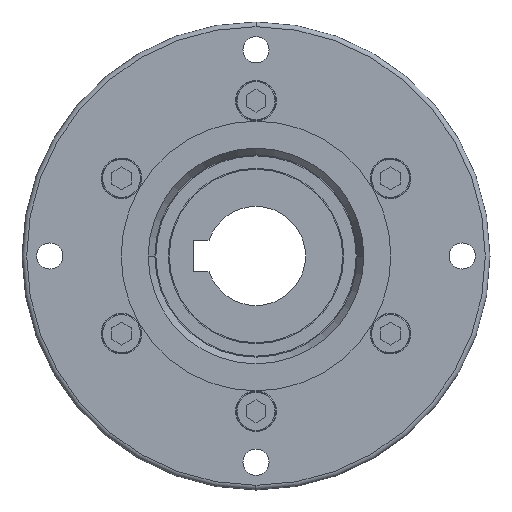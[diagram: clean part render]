
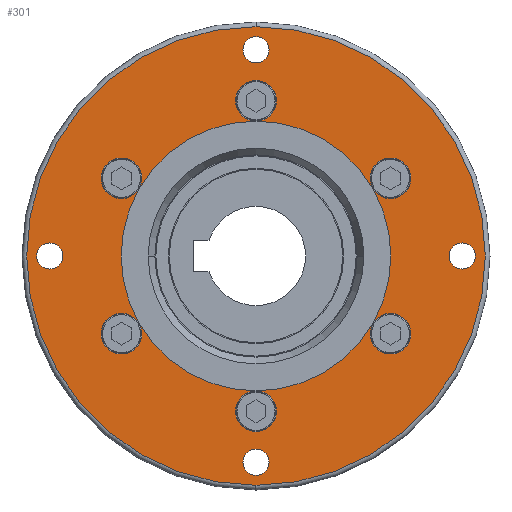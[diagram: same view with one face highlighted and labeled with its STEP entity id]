
A CAD part, left-side view. The second image highlights one B-rep face of the part: STEP entity #301.
In plain terms, the highlighted planar face has unit normal (-1, 0, 0).
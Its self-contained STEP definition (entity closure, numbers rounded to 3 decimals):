
#301=ADVANCED_FACE('',(#859,#860,#861,#862,#863,#864,#865,#866,#867,#868,#869,#870),#871,.T.);
#859=FACE_BOUND('',#1434,.T.);
#860=FACE_BOUND('',#1435,.T.);
#861=FACE_BOUND('',#1436,.T.);
#862=FACE_BOUND('',#1437,.T.);
#863=FACE_BOUND('',#1438,.T.);
#864=FACE_BOUND('',#1439,.T.);
#865=FACE_BOUND('',#1440,.T.);
#866=FACE_BOUND('',#1441,.T.);
#867=FACE_BOUND('',#1442,.T.);
#868=FACE_BOUND('',#1443,.T.);
#869=FACE_OUTER_BOUND('',#1444,.T.);
#870=FACE_BOUND('',#1445,.T.);
#871=PLANE('',#1446);
#1434=EDGE_LOOP('',(#3482,#3483));
#1435=EDGE_LOOP('',(#3484,#3485));
#1436=EDGE_LOOP('',(#3486,#3487));
#1437=EDGE_LOOP('',(#3488,#3489));
#1438=EDGE_LOOP('',(#3490,#3491));
#1439=EDGE_LOOP('',(#3492,#3493));
#1440=EDGE_LOOP('',(#3494,#3495));
#1441=EDGE_LOOP('',(#3496,#3497));
#1442=EDGE_LOOP('',(#3498,#3499));
#1443=EDGE_LOOP('',(#3500,#3501));
#1444=EDGE_LOOP('',(#3502,#3503,#3504));
#1445=EDGE_LOOP('',(#3505,#3506));
#1446=AXIS2_PLACEMENT_3D('',#3507,#3508,#3509);
#3482=ORIENTED_EDGE('',*,*,#3833,.T.);
#3483=ORIENTED_EDGE('',*,*,#3825,.T.);
#3484=ORIENTED_EDGE('',*,*,#3837,.T.);
#3485=ORIENTED_EDGE('',*,*,#3817,.T.);
#3486=ORIENTED_EDGE('',*,*,#3841,.T.);
#3487=ORIENTED_EDGE('',*,*,#3809,.T.);
#3488=ORIENTED_EDGE('',*,*,#3845,.T.);
#3489=ORIENTED_EDGE('',*,*,#3801,.T.);
#3490=ORIENTED_EDGE('',*,*,#3683,.T.);
#3491=ORIENTED_EDGE('',*,*,#4045,.T.);
#3492=ORIENTED_EDGE('',*,*,#3670,.T.);
#3493=ORIENTED_EDGE('',*,*,#4069,.T.);
#3494=ORIENTED_EDGE('',*,*,#3657,.T.);
#3495=ORIENTED_EDGE('',*,*,#4093,.T.);
#3496=ORIENTED_EDGE('',*,*,#3644,.T.);
#3497=ORIENTED_EDGE('',*,*,#4117,.T.);
#3498=ORIENTED_EDGE('',*,*,#3631,.T.);
#3499=ORIENTED_EDGE('',*,*,#4141,.T.);
#3500=ORIENTED_EDGE('',*,*,#3618,.T.);
#3501=ORIENTED_EDGE('',*,*,#4165,.T.);
#3502=ORIENTED_EDGE('',*,*,#4198,.T.);
#3503=ORIENTED_EDGE('',*,*,#3564,.T.);
#3504=ORIENTED_EDGE('',*,*,#4199,.T.);
#3505=ORIENTED_EDGE('',*,*,#3554,.T.);
#3506=ORIENTED_EDGE('',*,*,#4200,.T.);
#3507=CARTESIAN_POINT('',(3.0,0.0,0.0));
#3508=DIRECTION('',(-1.0,0.0,0.0));
#3509=DIRECTION('',(0.0,0.0,1.0));
#3554=EDGE_CURVE('',#4207,#4211,#4213,.T.);
#3564=EDGE_CURVE('',#4227,#4229,#4231,.T.);
#3618=EDGE_CURVE('',#4334,#4331,#4335,.T.);
#3631=EDGE_CURVE('',#4359,#4356,#4360,.T.);
#3644=EDGE_CURVE('',#4384,#4381,#4385,.T.);
#3657=EDGE_CURVE('',#4409,#4406,#4410,.T.);
#3670=EDGE_CURVE('',#4434,#4431,#4435,.T.);
#3683=EDGE_CURVE('',#4459,#4456,#4460,.T.);
#3801=EDGE_CURVE('',#4676,#4680,#4682,.T.);
#3809=EDGE_CURVE('',#4692,#4696,#4698,.T.);
#3817=EDGE_CURVE('',#4708,#4712,#4714,.T.);
#3825=EDGE_CURVE('',#4724,#4728,#4730,.T.);
#3833=EDGE_CURVE('',#4728,#4724,#4742,.T.);
#3837=EDGE_CURVE('',#4712,#4708,#4746,.T.);
#3841=EDGE_CURVE('',#4696,#4692,#4750,.T.);
#3845=EDGE_CURVE('',#4680,#4676,#4754,.T.);
#4045=EDGE_CURVE('',#4456,#4459,#5061,.T.);
#4069=EDGE_CURVE('',#4431,#4434,#5098,.T.);
#4093=EDGE_CURVE('',#4406,#4409,#5135,.T.);
#4117=EDGE_CURVE('',#4381,#4384,#5172,.T.);
#4141=EDGE_CURVE('',#4356,#4359,#5209,.T.);
#4165=EDGE_CURVE('',#4331,#4334,#5246,.T.);
#4198=EDGE_CURVE('',#5289,#4227,#5290,.T.);
#4199=EDGE_CURVE('',#4229,#5289,#5291,.T.);
#4200=EDGE_CURVE('',#4211,#4207,#5292,.T.);
#4207=VERTEX_POINT('',#5301);
#4211=VERTEX_POINT('',#5306);
#4213=CIRCLE('',#5309,34.0);
#4227=VERTEX_POINT('',#5325);
#4229=VERTEX_POINT('',#5327);
#4231=CIRCLE('',#5329,57.82);
#4331=VERTEX_POINT('',#5516);
#4334=VERTEX_POINT('',#5520);
#4335=CIRCLE('',#5521,5.125);
#4356=VERTEX_POINT('',#5545);
#4359=VERTEX_POINT('',#5549);
#4360=CIRCLE('',#5550,5.125);
#4381=VERTEX_POINT('',#5574);
#4384=VERTEX_POINT('',#5578);
#4385=CIRCLE('',#5579,5.125);
#4406=VERTEX_POINT('',#5603);
#4409=VERTEX_POINT('',#5607);
#4410=CIRCLE('',#5608,5.125);
#4431=VERTEX_POINT('',#5632);
#4434=VERTEX_POINT('',#5636);
#4435=CIRCLE('',#5637,5.125);
#4456=VERTEX_POINT('',#5661);
#4459=VERTEX_POINT('',#5665);
#4460=CIRCLE('',#5666,5.125);
#4676=VERTEX_POINT('',#6188);
#4680=VERTEX_POINT('',#6193);
#4682=CIRCLE('',#6196,3.3);
#4692=VERTEX_POINT('',#6208);
#4696=VERTEX_POINT('',#6213);
#4698=CIRCLE('',#6216,3.3);
#4708=VERTEX_POINT('',#6228);
#4712=VERTEX_POINT('',#6233);
#4714=CIRCLE('',#6236,3.3);
#4724=VERTEX_POINT('',#6248);
#4728=VERTEX_POINT('',#6253);
#4730=CIRCLE('',#6256,3.3);
#4742=CIRCLE('',#6270,3.3);
#4746=CIRCLE('',#6274,3.3);
#4750=CIRCLE('',#6278,3.3);
#4754=CIRCLE('',#6282,3.3);
#5061=CIRCLE('',#6820,5.125);
#5098=CIRCLE('',#6875,5.125);
#5135=CIRCLE('',#6930,5.125);
#5172=CIRCLE('',#6985,5.125);
#5209=CIRCLE('',#7040,5.125);
#5246=CIRCLE('',#7095,5.125);
#5289=VERTEX_POINT('',#7146);
#5290=CIRCLE('',#7147,57.82);
#5291=CIRCLE('',#7148,57.82);
#5292=CIRCLE('',#7149,34.0);
#5301=CARTESIAN_POINT('',(3.0,0.0,-34.0));
#5306=CARTESIAN_POINT('',(3.0,0.,34.0));
#5309=AXIS2_PLACEMENT_3D('',#7162,#7163,#7164);
#5325=CARTESIAN_POINT('',(3.0,0.,57.82));
#5327=CARTESIAN_POINT('',(3.0,0.,-57.82));
#5329=AXIS2_PLACEMENT_3D('',#7188,#7189,#7190);
#5516=CARTESIAN_POINT('',(3.0,38.343,22.138));
#5520=CARTESIAN_POINT('',(3.0,29.467,17.013));
#5521=AXIS2_PLACEMENT_3D('',#7299,#7300,#7301);
#5545=CARTESIAN_POINT('',(3.0,0.,44.275));
#5549=CARTESIAN_POINT('',(3.0,0.,34.025));
#5550=AXIS2_PLACEMENT_3D('',#7330,#7331,#7332);
#5574=CARTESIAN_POINT('',(3.0,-38.343,22.138));
#5578=CARTESIAN_POINT('',(3.0,-29.467,17.013));
#5579=AXIS2_PLACEMENT_3D('',#7361,#7362,#7363);
#5603=CARTESIAN_POINT('',(3.0,-38.343,-22.138));
#5607=CARTESIAN_POINT('',(3.0,-29.467,-17.013));
#5608=AXIS2_PLACEMENT_3D('',#7392,#7393,#7394);
#5632=CARTESIAN_POINT('',(3.0,0.,-44.275));
#5636=CARTESIAN_POINT('',(3.0,0.,-34.025));
#5637=AXIS2_PLACEMENT_3D('',#7423,#7424,#7425);
#5661=CARTESIAN_POINT('',(3.0,38.343,-22.138));
#5665=CARTESIAN_POINT('',(3.0,29.467,-17.013));
#5666=AXIS2_PLACEMENT_3D('',#7454,#7455,#7456);
#6188=CARTESIAN_POINT('',(3.0,52.0,-3.3));
#6193=CARTESIAN_POINT('',(3.0,52.0,3.3));
#6196=AXIS2_PLACEMENT_3D('',#7711,#7712,#7713);
#6208=CARTESIAN_POINT('',(3.0,3.3,52.0));
#6213=CARTESIAN_POINT('',(3.0,-3.3,52.0));
#6216=AXIS2_PLACEMENT_3D('',#7727,#7728,#7729);
#6228=CARTESIAN_POINT('',(3.0,-52.0,3.3));
#6233=CARTESIAN_POINT('',(3.0,-52.0,-3.3));
#6236=AXIS2_PLACEMENT_3D('',#7743,#7744,#7745);
#6248=CARTESIAN_POINT('',(3.0,-3.3,-52.0));
#6253=CARTESIAN_POINT('',(3.0,3.3,-52.0));
#6256=AXIS2_PLACEMENT_3D('',#7759,#7760,#7761);
#6270=AXIS2_PLACEMENT_3D('',#7779,#7780,#7781);
#6274=AXIS2_PLACEMENT_3D('',#7791,#7792,#7793);
#6278=AXIS2_PLACEMENT_3D('',#7803,#7804,#7805);
#6282=AXIS2_PLACEMENT_3D('',#7815,#7816,#7817);
#6820=AXIS2_PLACEMENT_3D('',#8126,#8127,#8128);
#6875=AXIS2_PLACEMENT_3D('',#8162,#8163,#8164);
#6930=AXIS2_PLACEMENT_3D('',#8198,#8199,#8200);
#6985=AXIS2_PLACEMENT_3D('',#8234,#8235,#8236);
#7040=AXIS2_PLACEMENT_3D('',#8270,#8271,#8272);
#7095=AXIS2_PLACEMENT_3D('',#8306,#8307,#8308);
#7146=CARTESIAN_POINT('',(3.0,-57.82,0.));
#7147=AXIS2_PLACEMENT_3D('',#8389,#8390,#8391);
#7148=AXIS2_PLACEMENT_3D('',#8392,#8393,#8394);
#7149=AXIS2_PLACEMENT_3D('',#8395,#8396,#8397);
#7162=CARTESIAN_POINT('',(3.0,0.0,0.0));
#7163=DIRECTION('',(1.0,0.0,0.0));
#7164=DIRECTION('',(0.0,0.0,-1.0));
#7188=CARTESIAN_POINT('',(3.0,0.,0.));
#7189=DIRECTION('',(-1.0,-0.0,0.0));
#7190=DIRECTION('',(0.0,-1.0,0.));
#7299=CARTESIAN_POINT('',(3.0,33.905,19.575));
#7300=DIRECTION('',(1.0,0.0,-0.0));
#7301=DIRECTION('',(0.0,0.866,0.5));
#7330=CARTESIAN_POINT('',(3.0,0.,39.15));
#7331=DIRECTION('',(1.0,0.0,-0.0));
#7332=DIRECTION('',(0.0,0.,1.0));
#7361=CARTESIAN_POINT('',(3.0,-33.905,19.575));
#7362=DIRECTION('',(1.0,0.0,0.0));
#7363=DIRECTION('',(0.0,-0.866,0.5));
#7392=CARTESIAN_POINT('',(3.0,-33.905,-19.575));
#7393=DIRECTION('',(1.0,0.0,0.0));
#7394=DIRECTION('',(0.0,-0.866,-0.5));
#7423=CARTESIAN_POINT('',(3.0,0.,-39.15));
#7424=DIRECTION('',(1.0,0.0,0.0));
#7425=DIRECTION('',(0.0,0.,-1.0));
#7454=CARTESIAN_POINT('',(3.0,33.905,-19.575));
#7455=DIRECTION('',(1.0,0.0,0.0));
#7456=DIRECTION('',(0.0,0.866,-0.5));
#7711=CARTESIAN_POINT('',(3.0,52.0,0.0));
#7712=DIRECTION('',(1.0,0.0,0.0));
#7713=DIRECTION('',(0.0,0.0,-1.0));
#7727=CARTESIAN_POINT('',(3.0,0.,52.0));
#7728=DIRECTION('',(1.0,0.0,0.0));
#7729=DIRECTION('',(0.0,1.0,0.));
#7743=CARTESIAN_POINT('',(3.0,-52.0,0.));
#7744=DIRECTION('',(1.0,0.0,-0.0));
#7745=DIRECTION('',(0.0,0.,1.0));
#7759=CARTESIAN_POINT('',(3.0,0.,-52.0));
#7760=DIRECTION('',(1.0,0.0,0.0));
#7761=DIRECTION('',(0.0,-1.0,0.));
#7779=CARTESIAN_POINT('',(3.0,0.,-52.0));
#7780=DIRECTION('',(1.0,0.0,0.0));
#7781=DIRECTION('',(0.0,-1.0,0.));
#7791=CARTESIAN_POINT('',(3.0,-52.0,0.));
#7792=DIRECTION('',(1.0,0.0,-0.0));
#7793=DIRECTION('',(0.0,0.,1.0));
#7803=CARTESIAN_POINT('',(3.0,0.,52.0));
#7804=DIRECTION('',(1.0,0.0,0.0));
#7805=DIRECTION('',(0.0,1.0,0.));
#7815=CARTESIAN_POINT('',(3.0,52.0,0.0));
#7816=DIRECTION('',(1.0,0.0,0.0));
#7817=DIRECTION('',(0.0,0.0,-1.0));
#8126=CARTESIAN_POINT('',(3.0,33.905,-19.575));
#8127=DIRECTION('',(1.0,0.0,0.0));
#8128=DIRECTION('',(0.0,0.866,-0.5));
#8162=CARTESIAN_POINT('',(3.0,0.,-39.15));
#8163=DIRECTION('',(1.0,0.0,0.0));
#8164=DIRECTION('',(0.0,0.,-1.0));
#8198=CARTESIAN_POINT('',(3.0,-33.905,-19.575));
#8199=DIRECTION('',(1.0,0.0,0.0));
#8200=DIRECTION('',(0.0,-0.866,-0.5));
#8234=CARTESIAN_POINT('',(3.0,-33.905,19.575));
#8235=DIRECTION('',(1.0,0.0,0.0));
#8236=DIRECTION('',(0.0,-0.866,0.5));
#8270=CARTESIAN_POINT('',(3.0,0.,39.15));
#8271=DIRECTION('',(1.0,0.0,-0.0));
#8272=DIRECTION('',(0.0,0.,1.0));
#8306=CARTESIAN_POINT('',(3.0,33.905,19.575));
#8307=DIRECTION('',(1.0,0.0,-0.0));
#8308=DIRECTION('',(0.0,0.866,0.5));
#8389=CARTESIAN_POINT('',(3.0,0.,0.));
#8390=DIRECTION('',(-1.0,-0.0,0.0));
#8391=DIRECTION('',(0.0,-1.0,0.));
#8392=CARTESIAN_POINT('',(3.0,0.,0.));
#8393=DIRECTION('',(-1.0,-0.0,0.0));
#8394=DIRECTION('',(0.0,-1.0,0.));
#8395=CARTESIAN_POINT('',(3.0,0.0,0.0));
#8396=DIRECTION('',(1.0,0.0,0.0));
#8397=DIRECTION('',(0.0,0.0,-1.0));
